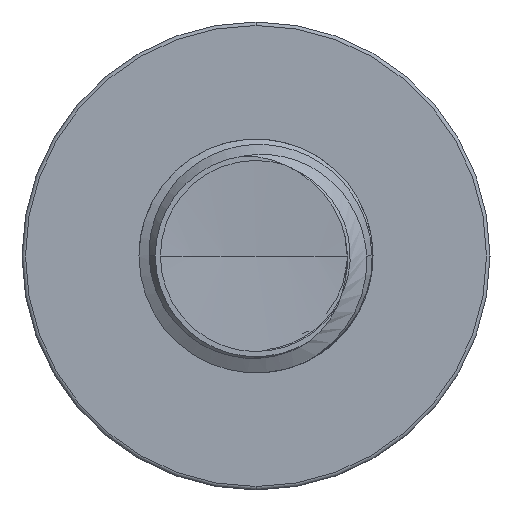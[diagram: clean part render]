
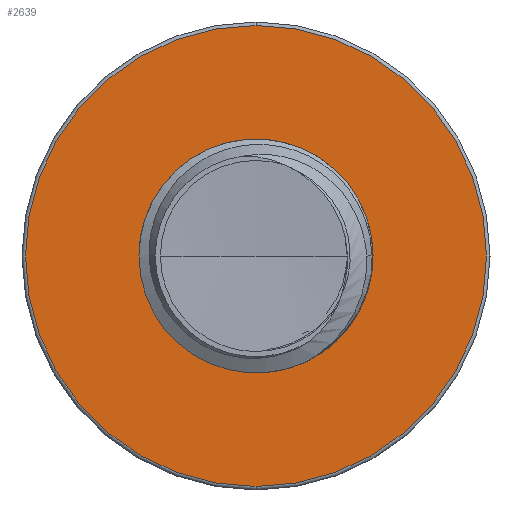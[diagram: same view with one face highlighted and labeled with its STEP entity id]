
A CAD part, front view. The second image highlights one B-rep face of the part: STEP entity #2639.
In plain terms, the highlighted planar face has unit normal (0, -1, 0).
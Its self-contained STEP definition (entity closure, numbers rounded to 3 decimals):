
#124 = AXIS2_PLACEMENT_3D ( 'NONE', #20012, #6306, #22247 ) ;
#349 = FACE_OUTER_BOUND ( 'NONE', #22237, .T. ) ;
#478 = VERTEX_POINT ( 'NONE', #14344 ) ;
#2124 = DIRECTION ( 'NONE',  ( 0., 0., -1. ) ) ;
#2162 = ORIENTED_EDGE ( 'NONE', *, *, #10520, .T. ) ;
#2629 = CARTESIAN_POINT ( 'NONE',  ( 0., 8., 0. ) ) ;
#2639 = ADVANCED_FACE ( 'NONE', ( #349, #6285 ), #11518, .T. ) ;
#2762 = VERTEX_POINT ( 'NONE', #10927 ) ;
#2855 = ORIENTED_EDGE ( 'NONE', *, *, #7464, .F. ) ;
#2867 = CIRCLE ( 'NONE', #7397, 2.462 ) ;
#3388 = AXIS2_PLACEMENT_3D ( 'NONE', #2629, #18638, #4922 ) ;
#4182 = CARTESIAN_POINT ( 'NONE',  ( 0., 8., 1.203 ) ) ;
#4899 = AXIS2_PLACEMENT_3D ( 'NONE', #11555, #11582, #11457 ) ;
#4922 = DIRECTION ( 'NONE',  ( 0., 0., -1. ) ) ;
#6285 = FACE_BOUND ( 'NONE', #10112, .T. ) ;
#6306 = DIRECTION ( 'NONE',  ( 0., -1., 0. ) ) ;
#7397 = AXIS2_PLACEMENT_3D ( 'NONE', #28890, #15749, #2124 ) ;
#7464 = EDGE_CURVE ( 'NONE', #10370, #478, #14625, .T. ) ;
#7542 = VERTEX_POINT ( 'NONE', #24261 ) ;
#10112 = EDGE_LOOP ( 'NONE', ( #26059, #2855 ) ) ;
#10370 = VERTEX_POINT ( 'NONE', #4182 ) ;
#10520 = EDGE_CURVE ( 'NONE', #2762, #7542, #2867, .T. ) ;
#10755 = CARTESIAN_POINT ( 'NONE',  ( 0., 8., 0. ) ) ;
#10927 = CARTESIAN_POINT ( 'NONE',  ( 0., 8., 2.462 ) ) ;
#11457 = DIRECTION ( 'NONE',  ( 0., 0., -1. ) ) ;
#11518 = PLANE ( 'NONE',  #4899 ) ;
#11555 = CARTESIAN_POINT ( 'NONE',  ( 0., 8., 1.203 ) ) ;
#11582 = DIRECTION ( 'NONE',  ( 0., -1., 0. ) ) ;
#12456 = CIRCLE ( 'NONE', #124, 1.203 ) ;
#13011 = DIRECTION ( 'NONE',  ( 0., 0., -1. ) ) ;
#13083 = AXIS2_PLACEMENT_3D ( 'NONE', #10755, #26326, #13011 ) ;
#13733 = EDGE_CURVE ( 'NONE', #478, #10370, #12456, .T. ) ;
#14344 = CARTESIAN_POINT ( 'NONE',  ( 0., 8., -1.203 ) ) ;
#14625 = CIRCLE ( 'NONE', #13083, 1.203 ) ;
#15749 = DIRECTION ( 'NONE',  ( 0., -1., 0. ) ) ;
#17024 = EDGE_CURVE ( 'NONE', #7542, #2762, #22106, .T. ) ;
#18638 = DIRECTION ( 'NONE',  ( 0., -1., 0. ) ) ;
#20012 = CARTESIAN_POINT ( 'NONE',  ( 0., 8., 0. ) ) ;
#22106 = CIRCLE ( 'NONE', #3388, 2.462 ) ;
#22237 = EDGE_LOOP ( 'NONE', ( #25411, #2162 ) ) ;
#22247 = DIRECTION ( 'NONE',  ( 0., 0., -1. ) ) ;
#24261 = CARTESIAN_POINT ( 'NONE',  ( 0., 8., -2.462 ) ) ;
#25411 = ORIENTED_EDGE ( 'NONE', *, *, #17024, .T. ) ;
#26059 = ORIENTED_EDGE ( 'NONE', *, *, #13733, .F. ) ;
#26326 = DIRECTION ( 'NONE',  ( 0., -1., 0. ) ) ;
#28890 = CARTESIAN_POINT ( 'NONE',  ( 0., 8., 0. ) ) ;
